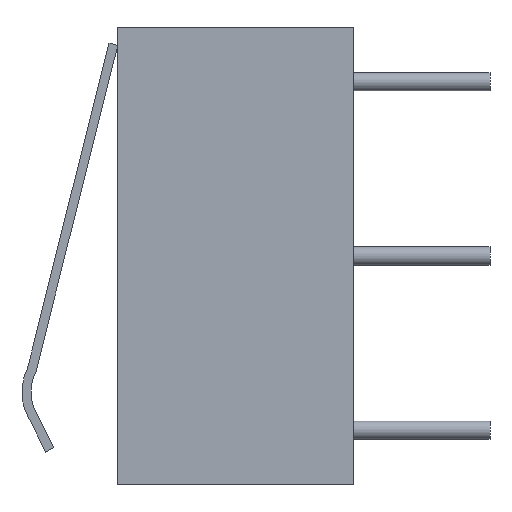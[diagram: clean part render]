
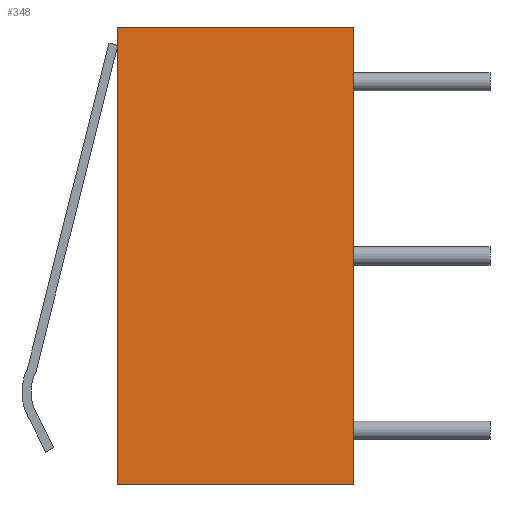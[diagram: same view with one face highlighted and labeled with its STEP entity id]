
A CAD part, left-side view. The second image highlights one B-rep face of the part: STEP entity #348.
In plain terms, the highlighted planar face has unit normal (-1, 0, 0).
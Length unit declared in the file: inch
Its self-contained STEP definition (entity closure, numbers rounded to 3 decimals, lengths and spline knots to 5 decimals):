
#26=PLANE('',#391);
#46=FACE_OUTER_BOUND('',#71,.T.);
#71=EDGE_LOOP('',(#275,#276,#277,#278));
#85=LINE('',#532,#120);
#89=LINE('',#540,#124);
#92=LINE('',#546,#127);
#95=LINE('',#551,#130);
#120=VECTOR('',#437,0.3937);
#124=VECTOR('',#443,0.3937);
#127=VECTOR('',#448,0.3937);
#130=VECTOR('',#453,0.3937);
#168=VERTEX_POINT('',#530);
#169=VERTEX_POINT('',#531);
#172=VERTEX_POINT('',#539);
#174=VERTEX_POINT('',#545);
#201=EDGE_CURVE('',#168,#169,#85,.T.);
#205=EDGE_CURVE('',#172,#168,#89,.T.);
#208=EDGE_CURVE('',#174,#172,#92,.T.);
#211=EDGE_CURVE('',#169,#174,#95,.T.);
#275=ORIENTED_EDGE('',*,*,#211,.F.);
#276=ORIENTED_EDGE('',*,*,#201,.F.);
#277=ORIENTED_EDGE('',*,*,#205,.F.);
#278=ORIENTED_EDGE('',*,*,#208,.F.);
#348=ADVANCED_FACE('',(#46),#26,.F.);
#391=AXIS2_PLACEMENT_3D('',#554,#457,#458);
#437=DIRECTION('',(0.,0.,1.));
#443=DIRECTION('',(0.,1.,0.));
#448=DIRECTION('',(0.,0.,-1.));
#453=DIRECTION('',(0.,-1.,0.));
#457=DIRECTION('center_axis',(1.,0.,0.));
#458=DIRECTION('ref_axis',(0.,0.,-1.));
#530=CARTESIAN_POINT('',(0.,0.26,-0.504));
#531=CARTESIAN_POINT('',(0.,0.26,0.));
#532=CARTESIAN_POINT('',(0.,0.26,-0.504));
#539=CARTESIAN_POINT('',(0.,0.,-0.504));
#540=CARTESIAN_POINT('',(0.,0.,-0.504));
#545=CARTESIAN_POINT('',(0.,0.,0.));
#546=CARTESIAN_POINT('',(0.,0.,0.));
#551=CARTESIAN_POINT('',(0.,0.26,0.));
#554=CARTESIAN_POINT('Origin',(0.,0.13,-0.252));
